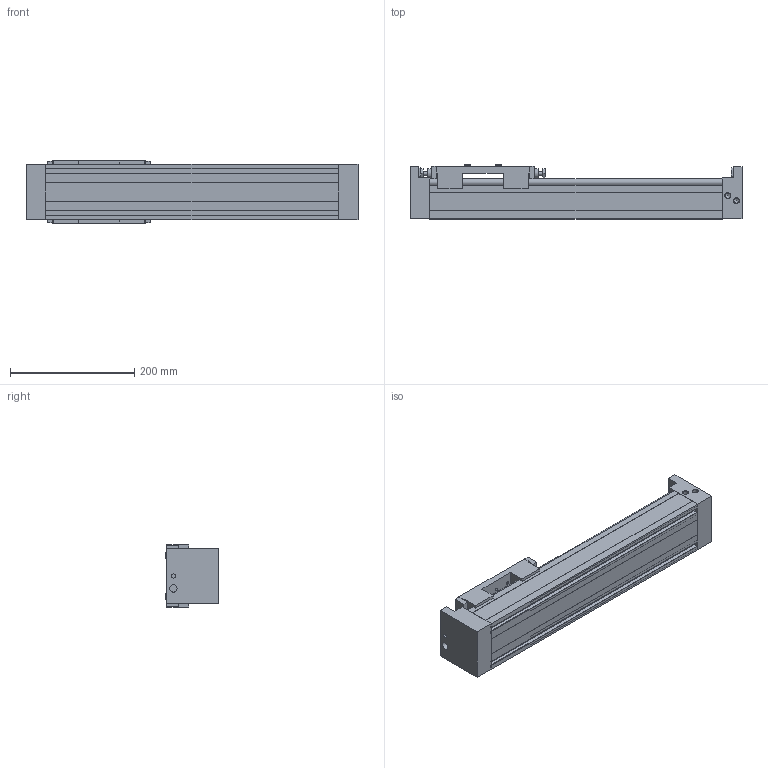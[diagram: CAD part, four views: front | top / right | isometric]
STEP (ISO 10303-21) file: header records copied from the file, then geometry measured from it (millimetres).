
FILE_DESCRIPTION((''),'2;1');
FILE_NAME('MSL90-P25-R 300.stp','2012-10-04T08:10:25',('hartung_david'),(''),'Autodesk Inventor 2012','Autodesk Inventor 2012','');
FILE_SCHEMA(('AUTOMOTIVE_DESIGN { 1 0 10303 214 1 1 1 1 }'));
Length unit declared in the file: millimetre
Products named in the file (3): MSL90-P25-R 300; MSL90-P25-R 300-010; MSL90-P25-R 300-020
Assembly tree (2 placements, depth 2):
  MSL90-P25-R 300
    MSL90-P25-R 300-010
    MSL90-P25-R 300-020
Bounding box: 535 x 87 x 100 mm (x, y, z)
Volume: 2331837.8 mm3; surface area: 326737.1 mm2
Topology: 2 solids, 2 shells, 596 faces, 1568 edges, 1039 vertices
Faces by surface type: plane 377, bspline 171, cylinder 28, cone 16, torus 4
Full cylindrical faces by diameter (mm): 4.917 x6, 6 x2, 6.647 x2, 8 x2, 8.566 x2, 10 x4, 11.835 x2, 15 x2
Entity records: 19488 total; most frequent: CARTESIAN_POINT 5428, ORIENTED_EDGE 3014, DIRECTION 2103, EDGE_CURVE 1507, VECTOR 1087, LINE 1087, VERTEX_POINT 1020, EDGE_LOOP 717
